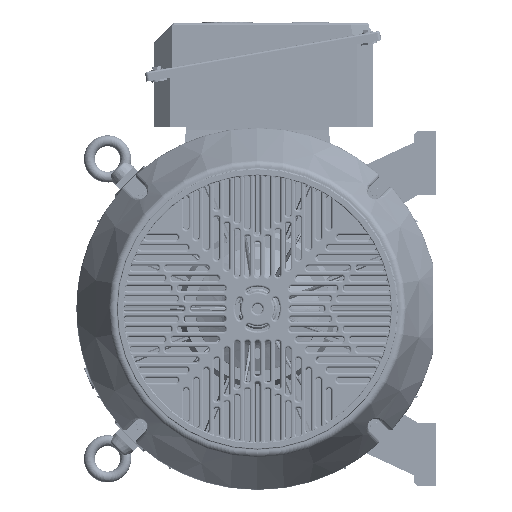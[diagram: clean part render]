
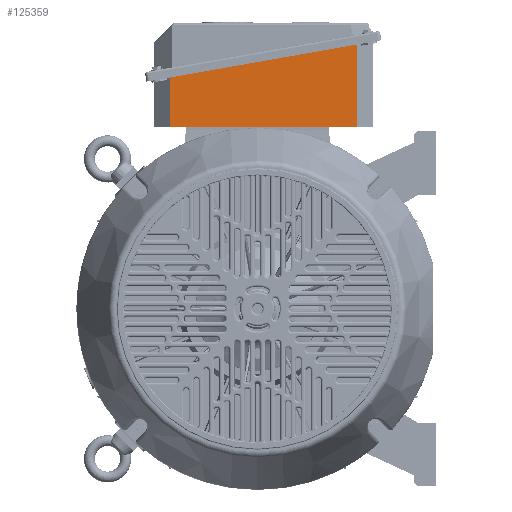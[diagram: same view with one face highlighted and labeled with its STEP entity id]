
A CAD part, left-side view. The second image highlights one B-rep face of the part: STEP entity #125359.
In plain terms, the highlighted face is planar.
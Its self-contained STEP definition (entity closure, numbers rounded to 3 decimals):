
#32627 = PLANE ( 'NONE',  #33553 ) ;
#33553 = AXIS2_PLACEMENT_3D ( 'NONE', #33993, #34887, #34879 ) ;
#33993 = CARTESIAN_POINT ( 'NONE',  ( 0., 0., 149. ) ) ;
#34641 = CARTESIAN_POINT ( 'NONE',  ( 318.031, 3., 149. ) ) ;
#34825 = CARTESIAN_POINT ( 'NONE',  ( 25.515, 79.923, 149. ) ) ;
#34830 = CARTESIAN_POINT ( 'NONE',  ( 25.515, 3., 149. ) ) ;
#34848 = DIRECTION ( 'NONE',  ( 0., 1., 0. ) ) ;
#34849 = VECTOR ( 'NONE', #34848, 1000. ) ;
#34851 = CARTESIAN_POINT ( 'NONE',  ( 318.031, 0., 149. ) ) ;
#34852 = LINE ( 'NONE', #34851, #34849 ) ;
#34857 = CARTESIAN_POINT ( 'NONE',  ( 318.031, 131.501, 149. ) ) ;
#34879 = DIRECTION ( 'NONE',  ( -1., 0., 0. ) ) ;
#34880 = FACE_OUTER_BOUND ( 'NONE', #125360, .T. ) ;
#34887 = DIRECTION ( 'NONE',  ( 0., 0., -1. ) ) ;
#34969 = DIRECTION ( 'NONE',  ( 0., -1., 0. ) ) ;
#34970 = VECTOR ( 'NONE', #34969, 1000. ) ;
#34971 = CARTESIAN_POINT ( 'NONE',  ( 25.515, 0., 149. ) ) ;
#34972 = LINE ( 'NONE', #34971, #34970 ) ;
#34973 = DIRECTION ( 'NONE',  ( 0.985, 0.174, 0. ) ) ;
#34974 = VECTOR ( 'NONE', #34973, 1000. ) ;
#34975 = CARTESIAN_POINT ( 'NONE',  ( -12.898, 73.149, 149. ) ) ;
#34979 = LINE ( 'NONE', #34975, #34974 ) ;
#34983 = DIRECTION ( 'NONE',  ( -1., 0., 0. ) ) ;
#34984 = VECTOR ( 'NONE', #34983, 1000. ) ;
#34985 = CARTESIAN_POINT ( 'NONE',  ( 0., 3., 149. ) ) ;
#34987 = LINE ( 'NONE', #34985, #34984 ) ;
#125191 = VERTEX_POINT ( 'NONE', #34641 ) ;
#125270 = VERTEX_POINT ( 'NONE', #34830 ) ;
#125274 = VERTEX_POINT ( 'NONE', #34825 ) ;
#125318 = VERTEX_POINT ( 'NONE', #34857 ) ;
#125320 = EDGE_CURVE ( 'NONE', #125191, #125318, #34852, .T. ) ;
#125359 = ADVANCED_FACE ( 'NONE', ( #34880 ), #32627, .F. ) ;
#125360 = EDGE_LOOP ( 'NONE', ( #125361, #125364, #125366, #125370 ) ) ;
#125361 = ORIENTED_EDGE ( 'NONE', *, *, #125362, .F. ) ;
#125362 = EDGE_CURVE ( 'NONE', #125191, #125270, #34987, .T. ) ;
#125364 = ORIENTED_EDGE ( 'NONE', *, *, #125320, .T. ) ;
#125366 = ORIENTED_EDGE ( 'NONE', *, *, #125368, .F. ) ;
#125368 = EDGE_CURVE ( 'NONE', #125274, #125318, #34979, .T. ) ;
#125370 = ORIENTED_EDGE ( 'NONE', *, *, #125375, .T. ) ;
#125375 = EDGE_CURVE ( 'NONE', #125274, #125270, #34972, .T. ) ;
